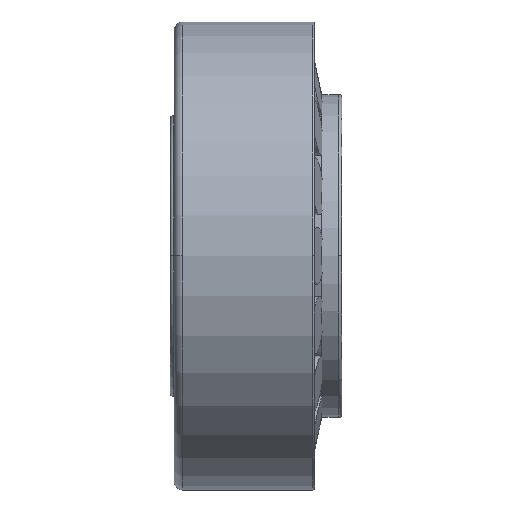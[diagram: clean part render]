
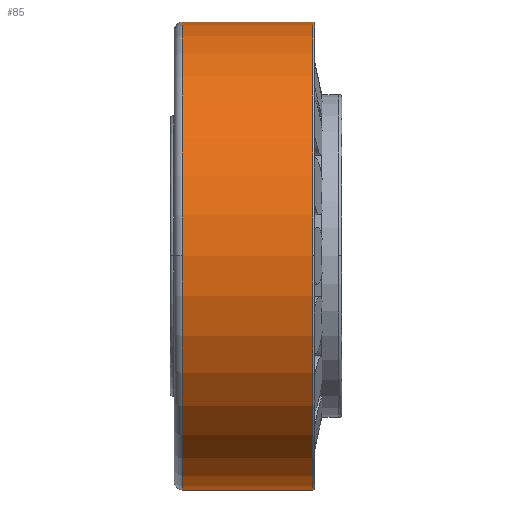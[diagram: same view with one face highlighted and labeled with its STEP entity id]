
A CAD part, top view. The second image highlights one B-rep face of the part: STEP entity #85.
In plain terms, the highlighted cylindrical face has radius 45 mm (diameter 90 mm), a partial arc.
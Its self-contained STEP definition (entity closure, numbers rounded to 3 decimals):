
#85=ADVANCED_FACE('',(#239),#240,.T.);
#239=FACE_OUTER_BOUND('',#531,.T.);
#240=CYLINDRICAL_SURFACE('',#532,45.0);
#531=EDGE_LOOP('',(#962,#963,#964,#965,#966,#967));
#532=AXIS2_PLACEMENT_3D('',#968,#969,#970);
#962=ORIENTED_EDGE('',*,*,#1769,.F.);
#963=ORIENTED_EDGE('',*,*,#1770,.T.);
#964=ORIENTED_EDGE('',*,*,#1771,.T.);
#965=ORIENTED_EDGE('',*,*,#1772,.F.);
#966=ORIENTED_EDGE('',*,*,#1773,.F.);
#967=ORIENTED_EDGE('',*,*,#1765,.F.);
#968=CARTESIAN_POINT('',(14.145,0.0,0.0));
#969=DIRECTION('',(1.0,0.0,0.0));
#970=DIRECTION('',(0.0,1.0,0.0));
#1765=EDGE_CURVE('',#2076,#2078,#2079,.T.);
#1769=EDGE_CURVE('',#2085,#2076,#2086,.T.);
#1770=EDGE_CURVE('',#2085,#2087,#2088,.T.);
#1771=EDGE_CURVE('',#2087,#2089,#2090,.T.);
#1772=EDGE_CURVE('',#2091,#2089,#2092,.T.);
#1773=EDGE_CURVE('',#2078,#2091,#2093,.T.);
#2076=VERTEX_POINT('',#2544);
#2078=VERTEX_POINT('',#2546);
#2079=CIRCLE('',#2547,45.0);
#2085=VERTEX_POINT('',#2553);
#2086=LINE('',#2554,#2555);
#2087=VERTEX_POINT('',#2556);
#2088=CIRCLE('',#2557,45.0);
#2089=VERTEX_POINT('',#2558);
#2090=CIRCLE('',#2559,45.0);
#2091=VERTEX_POINT('',#2560);
#2092=LINE('',#2561,#2562);
#2093=CIRCLE('',#2563,45.0);
#2544=CARTESIAN_POINT('',(26.678,45.0,0.0));
#2546=CARTESIAN_POINT('',(26.678,0.,45.0));
#2547=AXIS2_PLACEMENT_3D('',#4307,#4308,#4309);
#2553=CARTESIAN_POINT('',(1.613,45.0,0.0));
#2554=CARTESIAN_POINT('',(14.145,45.0,0.));
#2555=VECTOR('',#4319,1.0);
#2556=CARTESIAN_POINT('',(1.613,0.,45.0));
#2557=AXIS2_PLACEMENT_3D('',#4320,#4321,#4322);
#2558=CARTESIAN_POINT('',(1.613,-45.0,0.));
#2559=AXIS2_PLACEMENT_3D('',#4323,#4324,#4325);
#2560=CARTESIAN_POINT('',(26.678,-45.0,0.));
#2561=CARTESIAN_POINT('',(14.145,-45.0,0.));
#2562=VECTOR('',#4326,1.0);
#2563=AXIS2_PLACEMENT_3D('',#4327,#4328,#4329);
#4307=CARTESIAN_POINT('',(26.678,0.0,0.0));
#4308=DIRECTION('',(1.0,0.0,0.0));
#4309=DIRECTION('',(0.0,1.0,0.0));
#4319=DIRECTION('',(1.0,0.0,0.0));
#4320=CARTESIAN_POINT('',(1.613,0.0,0.0));
#4321=DIRECTION('',(1.0,0.0,0.0));
#4322=DIRECTION('',(0.0,1.0,0.0));
#4323=CARTESIAN_POINT('',(1.613,0.0,0.0));
#4324=DIRECTION('',(1.0,0.0,0.0));
#4325=DIRECTION('',(0.0,1.0,0.0));
#4326=DIRECTION('',(-1.0,-0.0,-0.0));
#4327=CARTESIAN_POINT('',(26.678,0.0,0.0));
#4328=DIRECTION('',(1.0,0.0,0.0));
#4329=DIRECTION('',(0.0,1.0,0.0));
